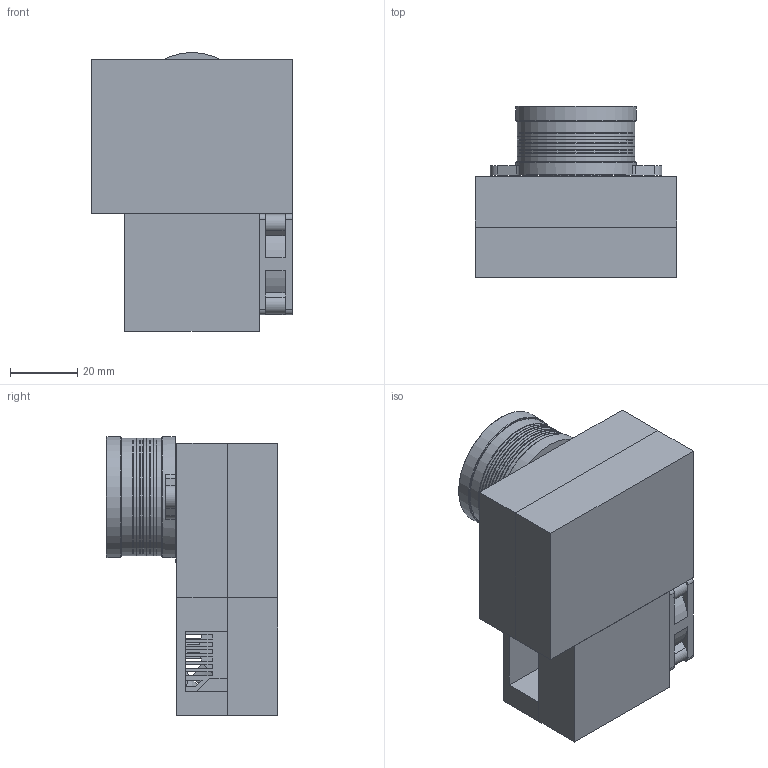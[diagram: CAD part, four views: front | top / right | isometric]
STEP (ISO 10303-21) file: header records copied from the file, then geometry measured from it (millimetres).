
FILE_DESCRIPTION(('FreeCAD Model'),'2;1');
FILE_NAME('Open CASCADE Shape Model','2024-09-25T18:00:04',(''),(''), 'Open CASCADE STEP processor 7.7','FreeCAD','Unknown');
FILE_SCHEMA(('AUTOMOTIVE_DESIGN { 1 0 10303 214 1 1 1 1 }'));
Length unit declared in the file: millimetre
Products named in the file (40): toolhead; extruder; extruder-hardware; Tensioner Spring Assembly; Tensioner Screw; Tensioner Spring; BMG Components; Idler Gear Assembly; Idler Gear Shaft; Needle Bearing006; Needle Bearing; Needle Bearing001; Needle Bearing002; Needle Bearing003; Needle Bearing004; Needle Bearing005; Idler Gear; Needle Bearing013; Needle Bearing007; Needle Bearing008; Needle Bearing009; Needle Bearing010; Needle Bearing011; Needle Bearing012; MR85 Bearing; Drive Gear; 50 Tooth Gear002; 50 Tooth Gear; 50 Tooth Gear001; MR85 Bearing001; 36mm-round-stepper-motor; 36mm Round Stepper Motor; 36mm Round Stepper Motor001; extruder-back; extruder-front; hotend; hotend-mount-back; heatsink; 3010-axial-fan; hotend-mount-front
Assembly tree (39 placements, depth 7):
  toolhead
    extruder
      extruder-hardware
        Tensioner Spring Assembly
          Tensioner Screw
          Tensioner Spring
        BMG Components
          Idler Gear Assembly
            Idler Gear Shaft
            Needle Bearing006
              Needle Bearing
              Needle Bearing001
              Needle Bearing002
              Needle Bearing003
              Needle Bearing004
              Needle Bearing005
            Idler Gear
            Needle Bearing013
              Needle Bearing007
              Needle Bearing008
              Needle Bearing009
              Needle Bearing010
              Needle Bearing011
              Needle Bearing012
          MR85 Bearing
          Drive Gear
          50 Tooth Gear002
            50 Tooth Gear
            50 Tooth Gear001
          MR85 Bearing001
      36mm-round-stepper-motor
        36mm Round Stepper Motor
        36mm Round Stepper Motor001
      extruder-back
      extruder-front
    hotend
      hotend-mount-back
      heatsink
      3010-axial-fan
      hotend-mount-front
Bounding box: 60 x 51 x 83 mm (x, y, z)
Volume: 146746.4 mm3; surface area: 51466.5 mm2
Topology: 29 solids, 29 shells, 1814 faces, 5011 edges, 3297 vertices
Faces by surface type: plane 864, cylinder 777, cone 121, bspline 28, torus 24
Full cylindrical faces by diameter (mm): 1 x10, 2 x1, 2.5 x4, 3 x1, 3.1 x1, 3.15 x3, 3.3 x2, 3.4 x4, 3.5 x8, 4.7 x2, 5 x4, 5.05 x2, 8 x6, 12 x1, 15.8 x1, 16 x1, 16.9 x1, 28.3 x1, 35 x9, 36 x2
Entity records: 63663 total; most frequent: CARTESIAN_POINT 15727, DIRECTION 10122, ORIENTED_EDGE 10022, EDGE_CURVE 5011, AXIS2_PLACEMENT_3D 3737, VERTEX_POINT 3297, LINE 2648, VECTOR 2648
